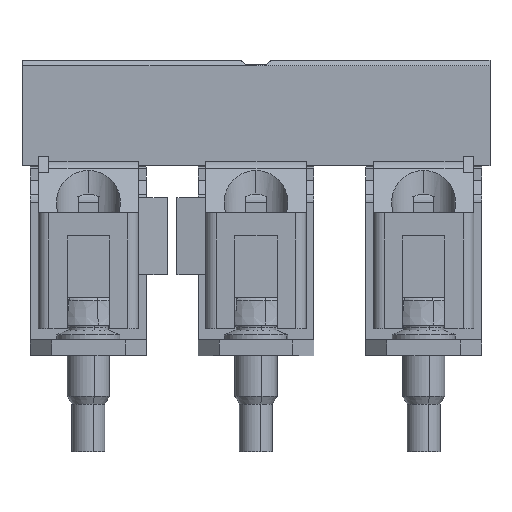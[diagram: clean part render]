
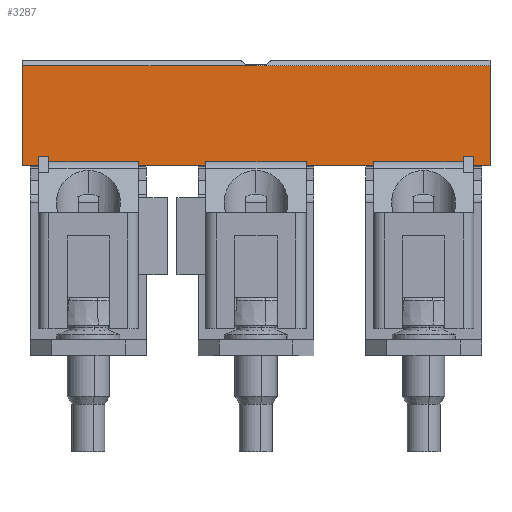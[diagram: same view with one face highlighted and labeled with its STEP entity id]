
A CAD part, front view. The second image highlights one B-rep face of the part: STEP entity #3287.
In plain terms, the highlighted planar face has unit normal (0, -1, 0).
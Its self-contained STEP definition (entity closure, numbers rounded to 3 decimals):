
#3132=AXIS2_PLACEMENT_3D('Plane Axis2P3D',#3129,#3130,#3131) ;
#2766=CARTESIAN_POINT('Vertex',(1.55,7.15,27.1)) ;
#2792=CARTESIAN_POINT('Vertex',(1.55,7.15,28.015)) ;
#2795=CARTESIAN_POINT('Line Origine',(1.55,7.15,27.764)) ;
#2799=CARTESIAN_POINT('Vertex',(1.55,7.15,27.514)) ;
#2802=CARTESIAN_POINT('Line Origine',(1.55,7.15,27.307)) ;
#2992=CARTESIAN_POINT('Vertex',(11.05,7.15,27.1)) ;
#2995=CARTESIAN_POINT('Line Origine',(11.05,7.15,27.307)) ;
#2999=CARTESIAN_POINT('Vertex',(11.05,7.15,27.514)) ;
#3129=CARTESIAN_POINT('Axis2P3D Location',(42.85,7.15,36.6)) ;
#3134=CARTESIAN_POINT('Line Origine',(42.85,7.15,27.307)) ;
#3138=CARTESIAN_POINT('Vertex',(42.85,7.15,27.514)) ;
#3140=CARTESIAN_POINT('Vertex',(42.85,7.15,27.1)) ;
#3143=CARTESIAN_POINT('Line Origine',(43.625,7.15,27.1)) ;
#3147=CARTESIAN_POINT('Vertex',(44.4,7.15,27.1)) ;
#3150=CARTESIAN_POINT('Line Origine',(44.4,7.15,31.85)) ;
#3154=CARTESIAN_POINT('Vertex',(44.4,7.15,36.6)) ;
#3157=CARTESIAN_POINT('Line Origine',(22.2,7.15,36.6)) ;
#3161=CARTESIAN_POINT('Vertex',(0.,7.15,36.6)) ;
#3164=CARTESIAN_POINT('Line Origine',(0.,7.15,31.85)) ;
#3168=CARTESIAN_POINT('Vertex',(0.,7.15,27.1)) ;
#3171=CARTESIAN_POINT('Line Origine',(0.775,7.15,27.1)) ;
#3176=CARTESIAN_POINT('Line Origine',(2.05,7.15,28.015)) ;
#3180=CARTESIAN_POINT('Vertex',(2.55,7.15,28.015)) ;
#3183=CARTESIAN_POINT('Line Origine',(2.55,7.15,27.764)) ;
#3187=CARTESIAN_POINT('Vertex',(2.55,7.15,27.514)) ;
#3190=CARTESIAN_POINT('Line Origine',(6.8,7.15,27.514)) ;
#3195=CARTESIAN_POINT('Line Origine',(14.25,7.15,27.1)) ;
#3199=CARTESIAN_POINT('Vertex',(17.45,7.15,27.1)) ;
#3202=CARTESIAN_POINT('Line Origine',(17.45,7.15,27.307)) ;
#3206=CARTESIAN_POINT('Vertex',(17.45,7.15,27.514)) ;
#3209=CARTESIAN_POINT('Line Origine',(22.2,7.15,27.514)) ;
#3213=CARTESIAN_POINT('Vertex',(26.95,7.15,27.514)) ;
#3216=CARTESIAN_POINT('Line Origine',(26.95,7.15,27.307)) ;
#3220=CARTESIAN_POINT('Vertex',(26.95,7.15,27.1)) ;
#3223=CARTESIAN_POINT('Line Origine',(30.15,7.15,27.1)) ;
#3227=CARTESIAN_POINT('Vertex',(33.35,7.15,27.1)) ;
#3230=CARTESIAN_POINT('Line Origine',(33.35,7.15,27.307)) ;
#3234=CARTESIAN_POINT('Vertex',(33.35,7.15,27.514)) ;
#3237=CARTESIAN_POINT('Line Origine',(37.6,7.15,27.514)) ;
#3241=CARTESIAN_POINT('Vertex',(41.85,7.15,27.514)) ;
#3244=CARTESIAN_POINT('Line Origine',(41.85,7.15,27.764)) ;
#3248=CARTESIAN_POINT('Vertex',(41.85,7.15,28.015)) ;
#3251=CARTESIAN_POINT('Line Origine',(42.35,7.15,28.015)) ;
#3255=CARTESIAN_POINT('Vertex',(42.85,7.15,28.015)) ;
#3258=CARTESIAN_POINT('Line Origine',(42.85,7.15,27.764)) ;
#2796=DIRECTION('Vector Direction',(0.,0.,-1.)) ;
#2803=DIRECTION('Vector Direction',(0.,0.,1.)) ;
#2996=DIRECTION('Vector Direction',(0.,0.,1.)) ;
#3130=DIRECTION('Axis2P3D Direction',(0.,-1.,0.)) ;
#3131=DIRECTION('Axis2P3D XDirection',(0.,0.,-1.)) ;
#3135=DIRECTION('Vector Direction',(0.,0.,-1.)) ;
#3144=DIRECTION('Vector Direction',(1.,0.,0.)) ;
#3151=DIRECTION('Vector Direction',(0.,0.,-1.)) ;
#3158=DIRECTION('Vector Direction',(1.,0.,0.)) ;
#3165=DIRECTION('Vector Direction',(0.,0.,-1.)) ;
#3172=DIRECTION('Vector Direction',(1.,0.,0.)) ;
#3177=DIRECTION('Vector Direction',(1.,0.,0.)) ;
#3184=DIRECTION('Vector Direction',(0.,0.,-1.)) ;
#3191=DIRECTION('Vector Direction',(-1.,0.,0.)) ;
#3196=DIRECTION('Vector Direction',(1.,0.,0.)) ;
#3203=DIRECTION('Vector Direction',(0.,0.,-1.)) ;
#3210=DIRECTION('Vector Direction',(-1.,0.,0.)) ;
#3217=DIRECTION('Vector Direction',(0.,0.,-1.)) ;
#3224=DIRECTION('Vector Direction',(1.,0.,0.)) ;
#3231=DIRECTION('Vector Direction',(0.,0.,-1.)) ;
#3238=DIRECTION('Vector Direction',(-1.,0.,0.)) ;
#3245=DIRECTION('Vector Direction',(0.,0.,-1.)) ;
#3252=DIRECTION('Vector Direction',(1.,0.,0.)) ;
#3259=DIRECTION('Vector Direction',(0.,0.,-1.)) ;
#2797=VECTOR('Line Direction',#2796,1.) ;
#2804=VECTOR('Line Direction',#2803,1.) ;
#2997=VECTOR('Line Direction',#2996,1.) ;
#3136=VECTOR('Line Direction',#3135,1.) ;
#3145=VECTOR('Line Direction',#3144,1.) ;
#3152=VECTOR('Line Direction',#3151,1.) ;
#3159=VECTOR('Line Direction',#3158,1.) ;
#3166=VECTOR('Line Direction',#3165,1.) ;
#3173=VECTOR('Line Direction',#3172,1.) ;
#3178=VECTOR('Line Direction',#3177,1.) ;
#3185=VECTOR('Line Direction',#3184,1.) ;
#3192=VECTOR('Line Direction',#3191,1.) ;
#3197=VECTOR('Line Direction',#3196,1.) ;
#3204=VECTOR('Line Direction',#3203,1.) ;
#3211=VECTOR('Line Direction',#3210,1.) ;
#3218=VECTOR('Line Direction',#3217,1.) ;
#3225=VECTOR('Line Direction',#3224,1.) ;
#3232=VECTOR('Line Direction',#3231,1.) ;
#3239=VECTOR('Line Direction',#3238,1.) ;
#3246=VECTOR('Line Direction',#3245,1.) ;
#3253=VECTOR('Line Direction',#3252,1.) ;
#3260=VECTOR('Line Direction',#3259,1.) ;
#3264=ORIENTED_EDGE('',*,*,#3142,.T.) ;
#3265=ORIENTED_EDGE('',*,*,#3149,.T.) ;
#3266=ORIENTED_EDGE('',*,*,#3156,.T.) ;
#3267=ORIENTED_EDGE('',*,*,#3163,.F.) ;
#3268=ORIENTED_EDGE('',*,*,#3170,.F.) ;
#3269=ORIENTED_EDGE('',*,*,#3175,.T.) ;
#3270=ORIENTED_EDGE('',*,*,#2806,.T.) ;
#3271=ORIENTED_EDGE('',*,*,#2801,.F.) ;
#3272=ORIENTED_EDGE('',*,*,#3182,.T.) ;
#3273=ORIENTED_EDGE('',*,*,#3189,.T.) ;
#3274=ORIENTED_EDGE('',*,*,#3194,.T.) ;
#3275=ORIENTED_EDGE('',*,*,#3001,.F.) ;
#3276=ORIENTED_EDGE('',*,*,#3201,.T.) ;
#3277=ORIENTED_EDGE('',*,*,#3208,.T.) ;
#3278=ORIENTED_EDGE('',*,*,#3215,.T.) ;
#3279=ORIENTED_EDGE('',*,*,#3222,.F.) ;
#3280=ORIENTED_EDGE('',*,*,#3229,.T.) ;
#3281=ORIENTED_EDGE('',*,*,#3236,.T.) ;
#3282=ORIENTED_EDGE('',*,*,#3243,.T.) ;
#3283=ORIENTED_EDGE('',*,*,#3250,.F.) ;
#3284=ORIENTED_EDGE('',*,*,#3257,.T.) ;
#3285=ORIENTED_EDGE('',*,*,#3262,.T.) ;
#3287=ADVANCED_FACE('ISTE WQV35/3.1\\K\X2\00F6\X0\rper.3 ( *SOL3 - wsp *MASTER -  )',(#3286),#3133,.T.) ;
#2801=EDGE_CURVE('',#2793,#2800,#2798,.T.) ;
#2806=EDGE_CURVE('',#2767,#2800,#2805,.T.) ;
#3001=EDGE_CURVE('',#2993,#3000,#2998,.T.) ;
#3142=EDGE_CURVE('',#3139,#3141,#3137,.T.) ;
#3149=EDGE_CURVE('',#3141,#3148,#3146,.T.) ;
#3156=EDGE_CURVE('',#3148,#3155,#3153,.F.) ;
#3163=EDGE_CURVE('',#3162,#3155,#3160,.T.) ;
#3170=EDGE_CURVE('',#3169,#3162,#3167,.F.) ;
#3175=EDGE_CURVE('',#3169,#2767,#3174,.T.) ;
#3182=EDGE_CURVE('',#2793,#3181,#3179,.T.) ;
#3189=EDGE_CURVE('',#3181,#3188,#3186,.T.) ;
#3194=EDGE_CURVE('',#3188,#3000,#3193,.F.) ;
#3201=EDGE_CURVE('',#2993,#3200,#3198,.T.) ;
#3208=EDGE_CURVE('',#3200,#3207,#3205,.F.) ;
#3215=EDGE_CURVE('',#3207,#3214,#3212,.F.) ;
#3222=EDGE_CURVE('',#3221,#3214,#3219,.F.) ;
#3229=EDGE_CURVE('',#3221,#3228,#3226,.T.) ;
#3236=EDGE_CURVE('',#3228,#3235,#3233,.F.) ;
#3243=EDGE_CURVE('',#3235,#3242,#3240,.F.) ;
#3250=EDGE_CURVE('',#3249,#3242,#3247,.T.) ;
#3257=EDGE_CURVE('',#3249,#3256,#3254,.T.) ;
#3262=EDGE_CURVE('',#3256,#3139,#3261,.T.) ;
#3263=EDGE_LOOP('',(#3264,#3265,#3266,#3267,#3268,#3269,#3270,#3271,#3272,#3273,#3274,#3275,#3276,#3277,#3278,#3279,#3280,#3281,#3282,#3283,#3284,#3285)) ;
#3286=FACE_OUTER_BOUND('',#3263,.T.) ;
#2798=LINE('Line',#2795,#2797) ;
#2805=LINE('Line',#2802,#2804) ;
#2998=LINE('Line',#2995,#2997) ;
#3137=LINE('Line',#3134,#3136) ;
#3146=LINE('Line',#3143,#3145) ;
#3153=LINE('Line',#3150,#3152) ;
#3160=LINE('Line',#3157,#3159) ;
#3167=LINE('Line',#3164,#3166) ;
#3174=LINE('Line',#3171,#3173) ;
#3179=LINE('Line',#3176,#3178) ;
#3186=LINE('Line',#3183,#3185) ;
#3193=LINE('Line',#3190,#3192) ;
#3198=LINE('Line',#3195,#3197) ;
#3205=LINE('Line',#3202,#3204) ;
#3212=LINE('Line',#3209,#3211) ;
#3219=LINE('Line',#3216,#3218) ;
#3226=LINE('Line',#3223,#3225) ;
#3233=LINE('Line',#3230,#3232) ;
#3240=LINE('Line',#3237,#3239) ;
#3247=LINE('Line',#3244,#3246) ;
#3254=LINE('Line',#3251,#3253) ;
#3261=LINE('Line',#3258,#3260) ;
#3133=PLANE('',#3132) ;
#2767=VERTEX_POINT('',#2766) ;
#2793=VERTEX_POINT('',#2792) ;
#2800=VERTEX_POINT('',#2799) ;
#2993=VERTEX_POINT('',#2992) ;
#3000=VERTEX_POINT('',#2999) ;
#3139=VERTEX_POINT('',#3138) ;
#3141=VERTEX_POINT('',#3140) ;
#3148=VERTEX_POINT('',#3147) ;
#3155=VERTEX_POINT('',#3154) ;
#3162=VERTEX_POINT('',#3161) ;
#3169=VERTEX_POINT('',#3168) ;
#3181=VERTEX_POINT('',#3180) ;
#3188=VERTEX_POINT('',#3187) ;
#3200=VERTEX_POINT('',#3199) ;
#3207=VERTEX_POINT('',#3206) ;
#3214=VERTEX_POINT('',#3213) ;
#3221=VERTEX_POINT('',#3220) ;
#3228=VERTEX_POINT('',#3227) ;
#3235=VERTEX_POINT('',#3234) ;
#3242=VERTEX_POINT('',#3241) ;
#3249=VERTEX_POINT('',#3248) ;
#3256=VERTEX_POINT('',#3255) ;
